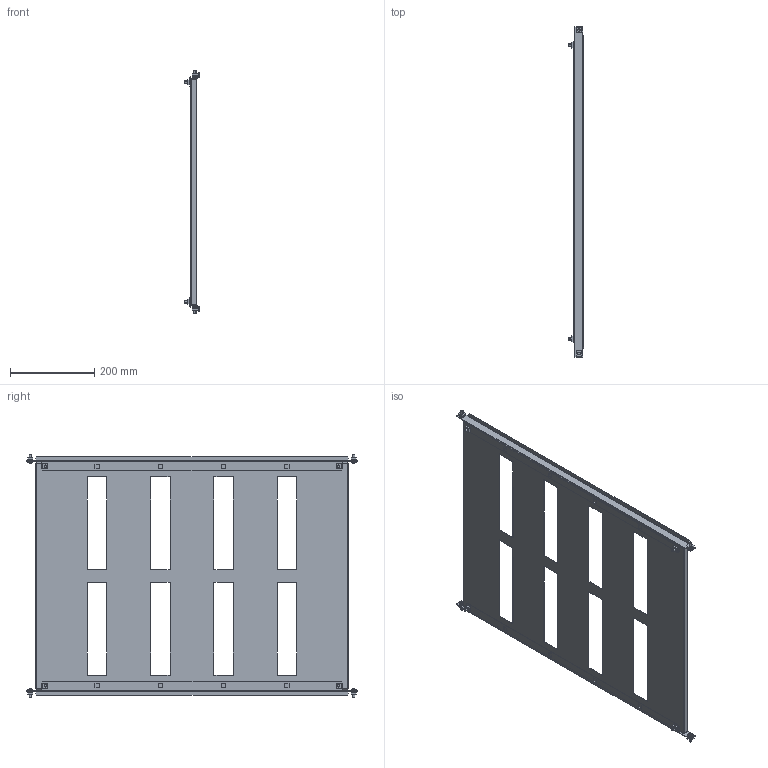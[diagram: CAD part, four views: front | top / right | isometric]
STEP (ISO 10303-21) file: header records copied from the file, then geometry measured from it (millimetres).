
FILE_DESCRIPTION (( 'STEP AP214' ), '1' );
FILE_NAME ('Ôàëüøïàíåëü íà 96 ìîäóëåé äëÿ 80.60.25 Ãðàíèò EKF PROxima.STEP', '2022-06-28T07:28:05', ( '' ), ( '' ), 'SwSTEP 2.0', 'SolidWorks 2021', '' );
FILE_SCHEMA (( 'AUTOMOTIVE_DESIGN' ));
Length unit declared in the file: millimetre
Products named in the file (5): Ôàëüøïàíåëü íà 96 ìîäóëåé äëÿ 80.60.25 Ãðàíèò EKF PROxima; ﾌﾈ-2455.06.00.001 ﾍ瑜粱 800; ÌÈ-2455.07.00.001 Ôàëüøïàíåëü; Ãàéêà êóçîâíàÿ Ì6; pan head cross recess screw_din_DIN EN ISO 7045 - M6 x 16 - Z - 16N
Assembly tree (19 placements, depth 2):
  Ôàëüøïàíåëü íà 96 ìîäóëåé äëÿ 80.60.25 Ãðàíèò EKF PROxima
    ÌÈ-2455.07.00.001 Ôàëüøïàíåëü
    ﾌﾈ-2455.06.00.001 ﾍ瑜粱 800  x2
    Ãàéêà êóçîâíàÿ Ì6  x8
    pan head cross recess screw_din_DIN EN ISO 7045 - M6 x 16 - Z - 16N  x8
Bounding box: 36 x 783 x 576 mm (x, y, z)
Volume: 469421.2 mm3; surface area: 865695.5 mm2
Topology: 19 solids, 19 shells, 758 faces, 1976 edges, 1248 vertices
Faces by surface type: plane 486, cylinder 168, cone 48, torus 32, sphere 16, bspline 8
Entity records: 7010 total; most frequent: CARTESIAN_POINT 1627, ORIENTED_EDGE 1076, DIRECTION 1014, EDGE_CURVE 538, VECTOR 410, LINE 410, VERTEX_POINT 339, AXIS2_PLACEMENT_3D 302
